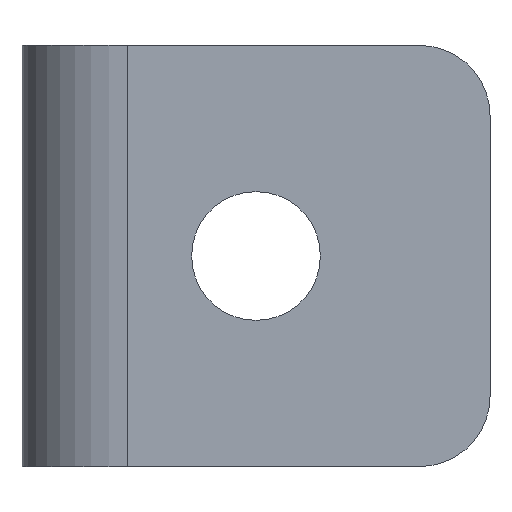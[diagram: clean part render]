
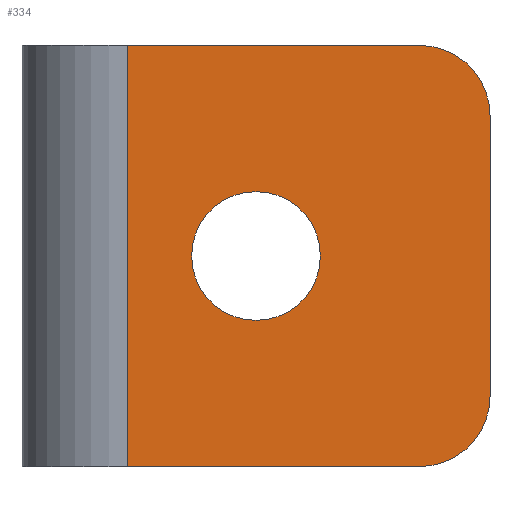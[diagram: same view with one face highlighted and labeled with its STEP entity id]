
A CAD part, front view. The second image highlights one B-rep face of the part: STEP entity #334.
In plain terms, the highlighted planar face has unit normal (0, -1, 0).
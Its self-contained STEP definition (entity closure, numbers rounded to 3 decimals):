
#21 = VECTOR ( 'NONE', #28, 1000. ) ;
#24 = CARTESIAN_POINT ( 'NONE',  ( 17., 0., -6. ) ) ;
#28 = DIRECTION ( 'NONE',  ( 1., 0., 0. ) ) ;
#34 = CARTESIAN_POINT ( 'NONE',  ( 17., 0., 9. ) ) ;
#52 = DIRECTION ( 'NONE',  ( 0., -1., 0. ) ) ;
#66 = EDGE_CURVE ( 'NONE', #123, #587, #642, .T. ) ;
#67 = LINE ( 'NONE', #603, #667 ) ;
#77 = VERTEX_POINT ( 'NONE', #521 ) ;
#96 = DIRECTION ( 'NONE',  ( 0., -1., 0. ) ) ;
#100 = ORIENTED_EDGE ( 'NONE', *, *, #236, .T. ) ;
#114 = EDGE_CURVE ( 'NONE', #77, #587, #423, .T. ) ;
#123 = VERTEX_POINT ( 'NONE', #301 ) ;
#134 = EDGE_CURVE ( 'NONE', #547, #179, #395, .T. ) ;
#136 = CARTESIAN_POINT ( 'NONE',  ( 20., 0., -6. ) ) ;
#148 = LINE ( 'NONE', #736, #593 ) ;
#150 = CARTESIAN_POINT ( 'NONE',  ( 10., 0., 0. ) ) ;
#153 = FACE_OUTER_BOUND ( 'NONE', #280, .T. ) ;
#156 = FACE_BOUND ( 'NONE', #315, .T. ) ;
#179 = VERTEX_POINT ( 'NONE', #136 ) ;
#194 = ORIENTED_EDGE ( 'NONE', *, *, #114, .F. ) ;
#203 = AXIS2_PLACEMENT_3D ( 'NONE', #400, #640, #462 ) ;
#208 = ORIENTED_EDGE ( 'NONE', *, *, #66, .T. ) ;
#210 = PLANE ( 'NONE',  #526 ) ;
#218 = DIRECTION ( 'NONE',  ( 1., 0., 0. ) ) ;
#224 = CARTESIAN_POINT ( 'NONE',  ( 10., 0., 2.75 ) ) ;
#236 = EDGE_CURVE ( 'NONE', #77, #559, #67, .T. ) ;
#250 = DIRECTION ( 'NONE',  ( 1., 0., 0. ) ) ;
#264 = AXIS2_PLACEMENT_3D ( 'NONE', #24, #663, #250 ) ;
#278 = CIRCLE ( 'NONE', #582, 2.75 ) ;
#280 = EDGE_LOOP ( 'NONE', ( #442, #410, #641, #208, #194, #100 ) ) ;
#301 = CARTESIAN_POINT ( 'NONE',  ( 20., 0., 6. ) ) ;
#315 = EDGE_LOOP ( 'NONE', ( #397, #489 ) ) ;
#324 = CARTESIAN_POINT ( 'NONE',  ( 20., 0., -9. ) ) ;
#334 = ADVANCED_FACE ( 'NONE', ( #156, #153 ), #210, .T. ) ;
#356 = CIRCLE ( 'NONE', #480, 2.75 ) ;
#379 = DIRECTION ( 'NONE',  ( 1., 0., 0. ) ) ;
#381 = EDGE_CURVE ( 'NONE', #559, #547, #148, .T. ) ;
#395 = CIRCLE ( 'NONE', #264, 3. ) ;
#397 = ORIENTED_EDGE ( 'NONE', *, *, #657, .F. ) ;
#400 = CARTESIAN_POINT ( 'NONE',  ( 17., 0., 6. ) ) ;
#410 = ORIENTED_EDGE ( 'NONE', *, *, #134, .T. ) ;
#423 = LINE ( 'NONE', #651, #21 ) ;
#429 = DIRECTION ( 'NONE',  ( 0., -1., 0. ) ) ;
#435 = CARTESIAN_POINT ( 'NONE',  ( 17., 0., -9. ) ) ;
#442 = ORIENTED_EDGE ( 'NONE', *, *, #381, .T. ) ;
#453 = CARTESIAN_POINT ( 'NONE',  ( 20., 0., -9. ) ) ;
#462 = DIRECTION ( 'NONE',  ( 1., 0., 0. ) ) ;
#480 = AXIS2_PLACEMENT_3D ( 'NONE', #150, #52, #502 ) ;
#482 = VERTEX_POINT ( 'NONE', #572 ) ;
#487 = CARTESIAN_POINT ( 'NONE',  ( 10., 0., 0. ) ) ;
#489 = ORIENTED_EDGE ( 'NONE', *, *, #591, .F. ) ;
#502 = DIRECTION ( 'NONE',  ( 1., 0., 0. ) ) ;
#521 = CARTESIAN_POINT ( 'NONE',  ( 4.5, 0., 9. ) ) ;
#526 = AXIS2_PLACEMENT_3D ( 'NONE', #453, #96, #379 ) ;
#536 = DIRECTION ( 'NONE',  ( 0., 0., -1. ) ) ;
#547 = VERTEX_POINT ( 'NONE', #435 ) ;
#557 = DIRECTION ( 'NONE',  ( 0., 0., 1. ) ) ;
#559 = VERTEX_POINT ( 'NONE', #670 ) ;
#566 = EDGE_CURVE ( 'NONE', #179, #123, #722, .T. ) ;
#572 = CARTESIAN_POINT ( 'NONE',  ( 10., 0., -2.75 ) ) ;
#582 = AXIS2_PLACEMENT_3D ( 'NONE', #487, #429, #662 ) ;
#587 = VERTEX_POINT ( 'NONE', #34 ) ;
#591 = EDGE_CURVE ( 'NONE', #482, #664, #278, .T. ) ;
#593 = VECTOR ( 'NONE', #218, 1000. ) ;
#603 = CARTESIAN_POINT ( 'NONE',  ( 4.5, 0., -9. ) ) ;
#640 = DIRECTION ( 'NONE',  ( 0., -1., 0. ) ) ;
#641 = ORIENTED_EDGE ( 'NONE', *, *, #566, .T. ) ;
#642 = CIRCLE ( 'NONE', #203, 3. ) ;
#651 = CARTESIAN_POINT ( 'NONE',  ( 20., 0., 9. ) ) ;
#655 = VECTOR ( 'NONE', #557, 1000. ) ;
#657 = EDGE_CURVE ( 'NONE', #664, #482, #356, .T. ) ;
#662 = DIRECTION ( 'NONE',  ( 1., 0., 0. ) ) ;
#663 = DIRECTION ( 'NONE',  ( 0., -1., 0. ) ) ;
#664 = VERTEX_POINT ( 'NONE', #224 ) ;
#667 = VECTOR ( 'NONE', #536, 1000. ) ;
#670 = CARTESIAN_POINT ( 'NONE',  ( 4.5, 0., -9. ) ) ;
#722 = LINE ( 'NONE', #324, #655 ) ;
#736 = CARTESIAN_POINT ( 'NONE',  ( 20., 0., -9. ) ) ;
